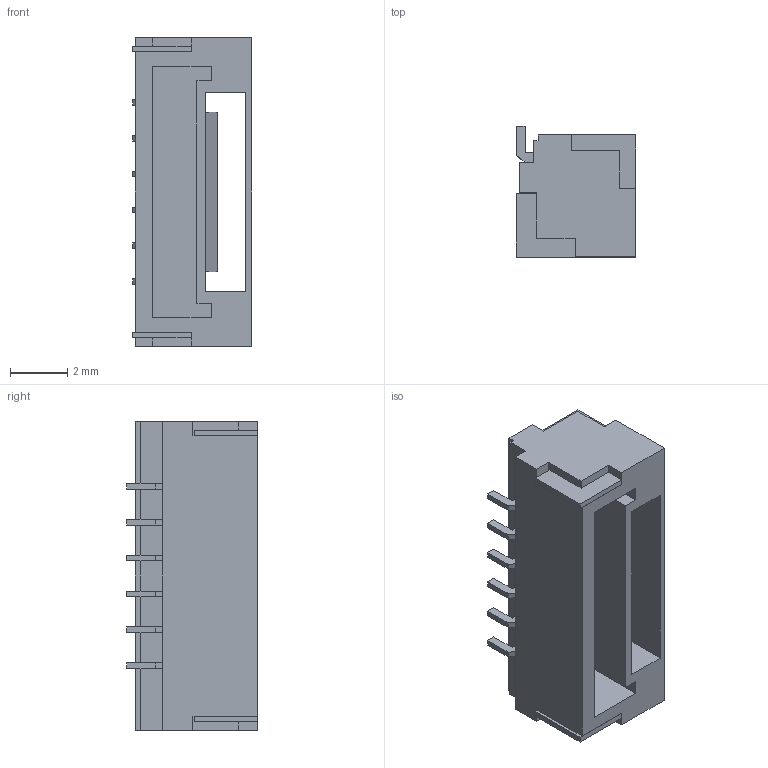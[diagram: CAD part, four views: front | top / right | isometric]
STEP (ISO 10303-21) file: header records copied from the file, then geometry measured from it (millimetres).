
FILE_DESCRIPTION (( 'STEP AP214' ), '1' );
FILE_NAME ('FA393C2E-9C5A-456F-9030-D16D7A0EFE95.STEP', '2022-08-04T01:54:34', ( '' ), ( '' ), 'SwSTEP 2.0', 'SolidWorks 2022', '' );
FILE_SCHEMA (( 'AUTOMOTIVE_DESIGN' ));
Length unit declared in the file: millimetre
Products named in the file (1): FA393C2E-9C5A-456F-9030-D16D7A0EFE95
Bounding box: 4.16 x 4.55 x 10.76 mm (x, y, z)
Volume: 100.2 mm3; surface area: 335.7 mm2
Topology: 1 solids, 1 shells, 107 faces, 287 edges, 190 vertices
Faces by surface type: plane 107
Entity records: 4396 total; most frequent: CARTESIAN_POINT 585, ORIENTED_EDGE 574, DIRECTION 503, VECTOR 287, EDGE_CURVE 287, LINE 287, VERTEX_POINT 190, EDGE_LOOP 117
